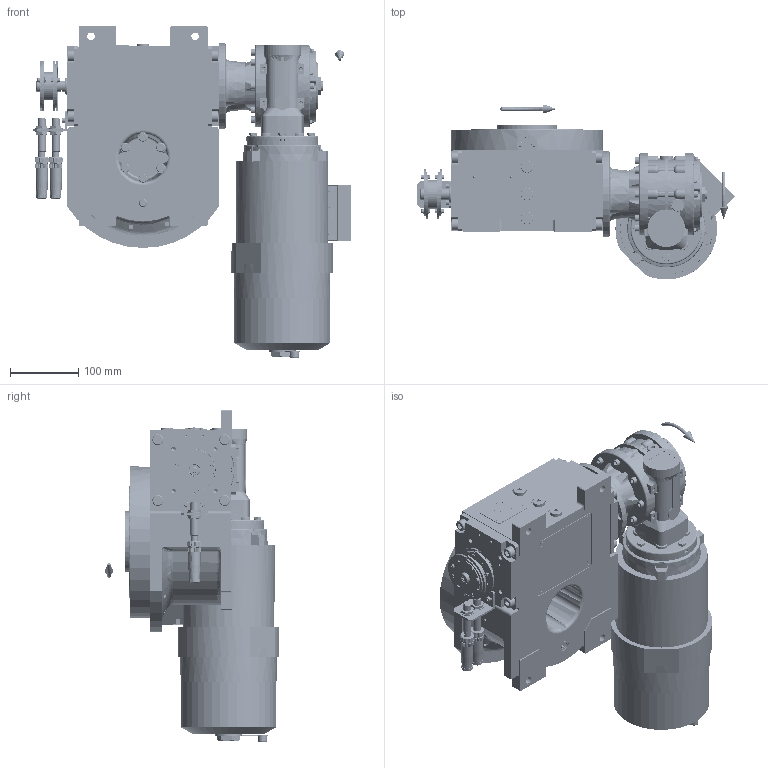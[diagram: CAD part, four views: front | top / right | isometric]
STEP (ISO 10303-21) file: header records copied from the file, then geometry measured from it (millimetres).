
FILE_DESCRIPTION (( 'STEP AP214' ), '1' );
FILE_NAME ('PC5200430.step', '2024-06-25T08:55:41', ( '' ), ( '' ), 'SwSTEP 2.0', 'SolidWorks 2020', '' );
FILE_SCHEMA (( 'AUTOMOTIVE_DESIGN' ));
Length unit declared in the file: millimetre
Products named in the file (90): 900_00_00_005; cfn2000_01_124; cfn2000_01_126; cfn2000_01_103; CFN2104_02_017^RIG06_005_ASM_rig06_071_06_m_asm(2)_rig06_071_06_m_asm.stp; AS_900_38_10_028; rig06_015; AS_900_38_30_003; rig06_004_s_001; cfn2003_01_054; cfn2155_01_303; AS_cfn2400_04_024; cfn2155_01_056; rig06_004; cfn2104_01_016; cfn2077_01_018; CFN2223_01-570X6-B^rig06_071_06_m_asm(2)_rig06_071_06_m_asm.stp; freccia_angolare; cfn2128_04_004; cfn2276_01_074; cfn2128_19_002; RMI50_F1_LCB_SX_71B14; RIG06_005_ASM^rig06_071_06_m_asm(2)_rig06_071_06_m_asm.stp; AS_rig06_002_bl_001; AS_rig06_004_s_001; PC5200430; cfn2400_04_024; cfn2151_01_109; RIG06_021_AF0^RIG06_005_ASM_rig06_071_06_m_asm(2)_rig06_071_06_m_asm.stp; AS_rig06_016; rig06_007_master; CFN2203_02_001^rig06_071_06_m_asm(2)_rig06_071_06_m_asm.stp; BA71B14; rig06_016; cfn2115_02_165; cfn2151_01_090; 900_38_10_028; cfn2070_05_005; rig06_005_n_01; CFN2000_01_185^RIG06_005_ASM_rig06_071_06_m_asm(2)_rig06_071_06_m_asm.stp ...
Assembly tree (87 placements, depth 5):
  cfn2077_01_018
  CFN2223_01-570X6-B^rig06_071_06_m_asm(2)_rig06_071_06_m_asm.stp
  cfn2276_01_074
  PC5200430
    rig06_001_a
    AS_cfn2476_01_002_60x46
      cfn2476_01_002_60x46
      cfn2107_01_001
      cfn2107_01_001
    AS_rig06_071_6_m
      rig06_071_06_m_asm.stp
        RIG06_005_ASM^rig06_071_06_m_asm(2)_rig06_071_06_m_asm.stp
          RIG06_021_AF0^RIG06_005_ASM_rig06_071_06_m_asm(2)_rig06_071_06_m_asm.stp
          CFN2000_01_185^RIG06_005_ASM_rig06_071_06_m_asm(2)_rig06_071_06_m_asm.stp
          CFN2000_01_185^RIG06_005_ASM_rig06_071_06_m_asm(2)_rig06_071_06_m_asm.stp
          CFN2104_02_017^RIG06_005_ASM_rig06_071_06_m_asm(2)_rig06_071_06_m_asm.stp
        CFN2010_02_002^rig06_071_06_m_asm(2)_rig06_071_06_m_asm.stp
      cfn2000_01_124  x6
      cfn2000_01_124
      cfn2104_01_016  x2
      rig06_003_6
      rig06_005_n_01
      cfn2000_01_124
      cfn2000_01_124
      cfn2000_01_124
      cfn2155_01_303
    AS_rig06_015
      rig06_015
      cfn2073_01_012
      cfn2000_01_126
      cfn2000_01_126
      cfn2000_01_126
      cfn2000_01_126
      cfn2000_01_126
      cfn2000_01_126
    AS_rig06_004_s_001
      rig06_004_s_001
      cfn2070_05_005
      cfn2000_01_103
      cfn2000_01_103
      cfn2000_01_103
      cfn2000_01_103
      cfn2155_01_056
    AS_rig06_004
      rig06_004
      cfn2070_05_005
      cfn2000_01_103
      cfn2000_01_103
      cfn2000_01_103
      cfn2000_01_103
      cfn2155_01_056
    AS_rig06_002_bl_001
      rig06_002_bl_001
      cfn2115_01_005
    cfn2128_04_004
    cfn2128_04_004
    cfn2128_04_004
    cfn2128_19_002
    AS_rig06_016
      rig06_016
Bounding box: 465.41 x 256 x 486.18 mm (x, y, z)
Volume: 8073040.5 mm3; surface area: 1201986.2 mm2
Topology: 75 solids, 75 shells, 6182 faces, 15831 edges, 10052 vertices
Faces by surface type: plane 2817, cylinder 2108, cone 1042, torus 189, bspline 20, sphere 6
Entity records: 175383 total; most frequent: CARTESIAN_POINT 46410, DIRECTION 25330, ORIENTED_EDGE 25254, EDGE_CURVE 12627, AXIS2_PLACEMENT_3D 9312, VERTEX_POINT 8106, LINE 6706, VECTOR 6706
